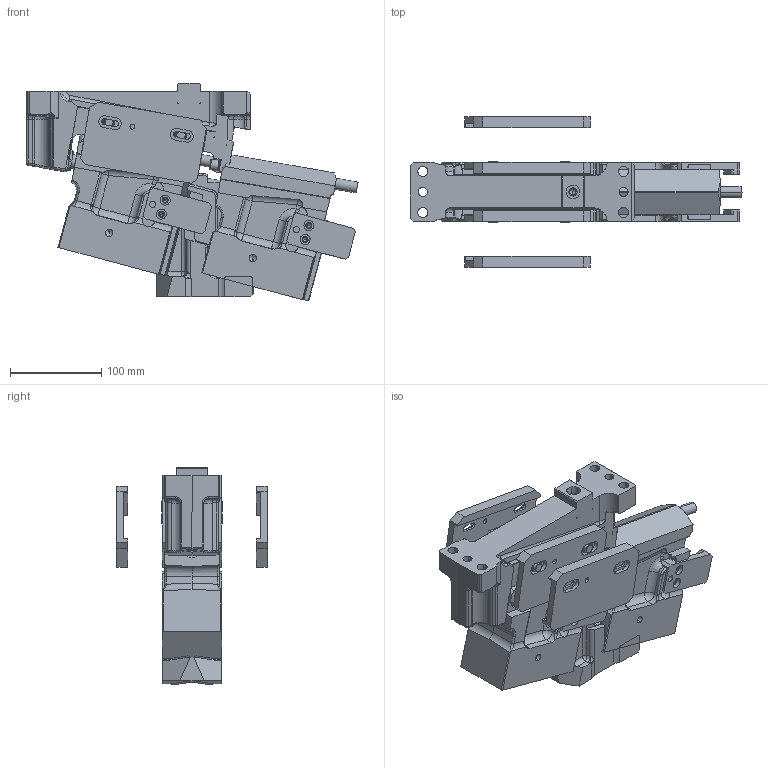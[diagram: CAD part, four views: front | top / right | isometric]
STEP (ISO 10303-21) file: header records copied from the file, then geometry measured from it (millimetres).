
FILE_DESCRIPTION(('CATIA V5 STEP Exchange','CAx-IF Rec.Pracs.--- Model Styling and Organization---1.5--- 2016-08-15','CAx-IF Rec.Pracs.---Supplemental Geometry---1.0---2011-11-01','CAx-IF Rec.Pracs.--- Composite Materials ---1.1---2010-07-15'),'2;1');
FILE_NAME('KM_27015_O-KS_065_75__01.stp','2023-04-07T09:30:06+00:00',('none'),('none'),'CATIA Version 5-6 Release 2020 SP3 HF9','CATIA V5 STEP AP214 Edition 3 v2','none');
FILE_SCHEMA(('AUTOMOTIVE_DESIGN { 1 0 10303 214 3 1 1 1 }'));
Products named in the file (1): KM_27015_O-KS_065_75__01
Bounding box: 363.91 x 165 x 238.63 mm (x, y, z)
Volume: 3082025.1 mm3; surface area: 456436.9 mm2
Topology: 7 solids, 13 shells, 1851 faces, 13175 edges, 11674 vertices
Faces by surface type: plane 800, cylinder 701, cone 136, bspline 116, torus 65, sphere 33
Entity records: 130390 total; most frequent: CARTESIAN_POINT 46250, DIRECTION 14716, VECTOR 10818, LINE 10818, ORIENTED_EDGE 9606, COMPOSITE_CURVE_SEGMENT 8265, TRIMMED_CURVE 8265, EDGE_CURVE 4803
